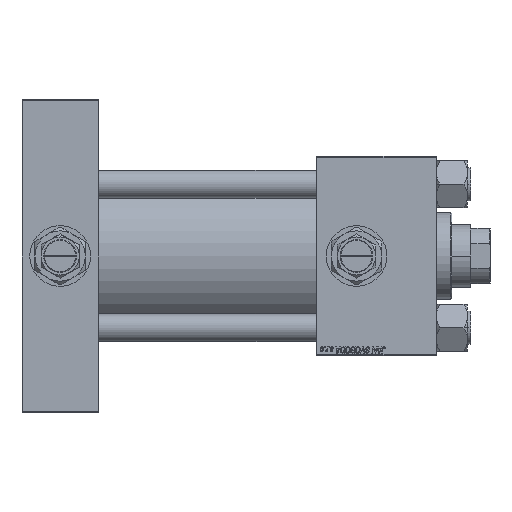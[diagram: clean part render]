
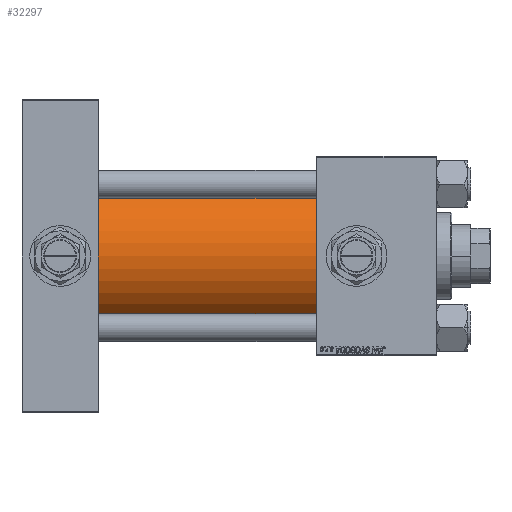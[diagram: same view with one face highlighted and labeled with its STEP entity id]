
A CAD part, front view. The second image highlights one B-rep face of the part: STEP entity #32297.
In plain terms, the highlighted cylindrical face has radius 43 mm (diameter 86 mm), a partial arc.
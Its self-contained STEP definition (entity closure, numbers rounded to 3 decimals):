
#114 = DIRECTION ( 'NONE',  ( -1., 0., 0. ) ) ;
#1974 = VERTEX_POINT ( 'NONE', #28449 ) ;
#3939 = EDGE_CURVE ( 'NONE', #27751, #39922, #48581, .T. ) ;
#4643 = LINE ( 'NONE', #40820, #52232 ) ;
#5438 = DIRECTION ( 'NONE',  ( 0., 0., 1. ) ) ;
#7679 = EDGE_CURVE ( 'NONE', #16641, #1974, #11285, .T. ) ;
#8775 = DIRECTION ( 'NONE',  ( -1., 0., 0. ) ) ;
#9566 = CYLINDRICAL_SURFACE ( 'NONE', #47246, 43. ) ;
#10099 = EDGE_CURVE ( 'NONE', #39922, #1974, #27898, .T. ) ;
#11285 = CIRCLE ( 'NONE', #23195, 43. ) ;
#13819 = DIRECTION ( 'NONE',  ( 0., 0., 1. ) ) ;
#15481 = EDGE_CURVE ( 'NONE', #27751, #16641, #4643, .T. ) ;
#15628 = VECTOR ( 'NONE', #25137, 1000. ) ;
#16526 = ORIENTED_EDGE ( 'NONE', *, *, #10099, .F. ) ;
#16641 = VERTEX_POINT ( 'NONE', #18068 ) ;
#18068 = CARTESIAN_POINT ( 'NONE',  ( 44., 0., 43. ) ) ;
#18846 = CARTESIAN_POINT ( 'NONE',  ( 170., 0., 43. ) ) ;
#20220 = CARTESIAN_POINT ( 'NONE',  ( 170., 0., 0. ) ) ;
#20765 = FACE_OUTER_BOUND ( 'NONE', #25999, .T. ) ;
#22172 = CARTESIAN_POINT ( 'NONE',  ( 44., 0., 0. ) ) ;
#23195 = AXIS2_PLACEMENT_3D ( 'NONE', #22172, #46398, #5438 ) ;
#25137 = DIRECTION ( 'NONE',  ( -1., 0., 0. ) ) ;
#25999 = EDGE_LOOP ( 'NONE', ( #16526, #26092, #46549, #38902 ) ) ;
#26092 = ORIENTED_EDGE ( 'NONE', *, *, #3939, .F. ) ;
#27751 = VERTEX_POINT ( 'NONE', #18846 ) ;
#27898 = LINE ( 'NONE', #45648, #15628 ) ;
#28449 = CARTESIAN_POINT ( 'NONE',  ( 44., 0., -43. ) ) ;
#28801 = CARTESIAN_POINT ( 'NONE',  ( 170., 0., -43. ) ) ;
#32297 = ADVANCED_FACE ( 'NONE', ( #20765 ), #9566, .T. ) ;
#32420 = DIRECTION ( 'NONE',  ( 0., 0., -1. ) ) ;
#36427 = DIRECTION ( 'NONE',  ( 1., 0., 0. ) ) ;
#37768 = CARTESIAN_POINT ( 'NONE',  ( 170., 0., 0. ) ) ;
#38902 = ORIENTED_EDGE ( 'NONE', *, *, #7679, .T. ) ;
#39922 = VERTEX_POINT ( 'NONE', #28801 ) ;
#40820 = CARTESIAN_POINT ( 'NONE',  ( 170., 0., 43. ) ) ;
#41784 = AXIS2_PLACEMENT_3D ( 'NONE', #20220, #36427, #32420 ) ;
#45648 = CARTESIAN_POINT ( 'NONE',  ( 170., 0., -43. ) ) ;
#46398 = DIRECTION ( 'NONE',  ( 1., 0., 0. ) ) ;
#46549 = ORIENTED_EDGE ( 'NONE', *, *, #15481, .T. ) ;
#47246 = AXIS2_PLACEMENT_3D ( 'NONE', #37768, #8775, #13819 ) ;
#48581 = CIRCLE ( 'NONE', #41784, 43. ) ;
#52232 = VECTOR ( 'NONE', #114, 1000. ) ;
